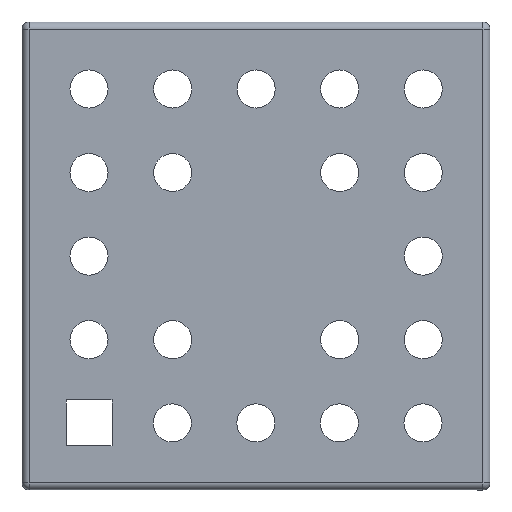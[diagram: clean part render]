
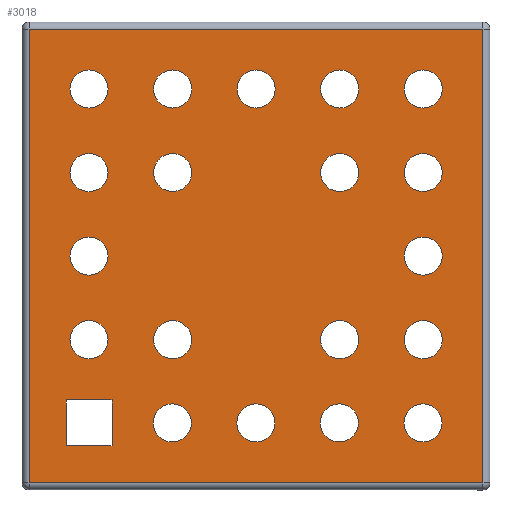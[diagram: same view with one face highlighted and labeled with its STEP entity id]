
A CAD part, top view. The second image highlights one B-rep face of the part: STEP entity #3018.
In plain terms, the highlighted planar face has unit normal (0, 0, 1).
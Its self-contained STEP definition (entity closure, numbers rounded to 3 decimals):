
#44=FACE_BOUND('',#489,.T.);
#45=FACE_BOUND('',#490,.T.);
#46=FACE_BOUND('',#491,.T.);
#47=FACE_BOUND('',#492,.T.);
#48=FACE_BOUND('',#493,.T.);
#49=FACE_BOUND('',#494,.T.);
#50=FACE_BOUND('',#495,.T.);
#51=FACE_BOUND('',#496,.T.);
#52=FACE_BOUND('',#497,.T.);
#53=FACE_BOUND('',#498,.T.);
#54=FACE_BOUND('',#499,.T.);
#55=FACE_BOUND('',#500,.T.);
#56=FACE_BOUND('',#501,.T.);
#57=FACE_BOUND('',#502,.T.);
#58=FACE_BOUND('',#503,.T.);
#59=FACE_BOUND('',#504,.T.);
#60=FACE_BOUND('',#505,.T.);
#61=FACE_BOUND('',#506,.T.);
#62=FACE_BOUND('',#507,.T.);
#63=FACE_BOUND('',#508,.T.);
#115=CIRCLE('',#3192,0.8);
#116=CIRCLE('',#3196,0.8);
#117=CIRCLE('',#3198,0.8);
#118=CIRCLE('',#3200,0.8);
#119=CIRCLE('',#3202,0.8);
#120=CIRCLE('',#3204,0.8);
#121=CIRCLE('',#3206,0.8);
#122=CIRCLE('',#3208,0.8);
#123=CIRCLE('',#3210,0.8);
#124=CIRCLE('',#3212,0.8);
#125=CIRCLE('',#3214,0.8);
#126=CIRCLE('',#3216,0.8);
#127=CIRCLE('',#3218,0.8);
#128=CIRCLE('',#3220,0.8);
#129=CIRCLE('',#3222,0.8);
#130=CIRCLE('',#3224,0.8);
#131=CIRCLE('',#3226,0.8);
#132=CIRCLE('',#3228,0.8);
#133=CIRCLE('',#3230,0.8);
#308=FACE_OUTER_BOUND('',#488,.T.);
#488=EDGE_LOOP('',(#2492,#2493,#2494,#2495));
#489=EDGE_LOOP('',(#2496));
#490=EDGE_LOOP('',(#2497,#2498,#2499,#2500));
#491=EDGE_LOOP('',(#2501));
#492=EDGE_LOOP('',(#2502));
#493=EDGE_LOOP('',(#2503));
#494=EDGE_LOOP('',(#2504));
#495=EDGE_LOOP('',(#2505));
#496=EDGE_LOOP('',(#2506));
#497=EDGE_LOOP('',(#2507));
#498=EDGE_LOOP('',(#2508));
#499=EDGE_LOOP('',(#2509));
#500=EDGE_LOOP('',(#2510));
#501=EDGE_LOOP('',(#2511));
#502=EDGE_LOOP('',(#2512));
#503=EDGE_LOOP('',(#2513));
#504=EDGE_LOOP('',(#2514));
#505=EDGE_LOOP('',(#2515));
#506=EDGE_LOOP('',(#2516));
#507=EDGE_LOOP('',(#2517));
#508=EDGE_LOOP('',(#2518));
#676=LINE('',#4522,#1012);
#679=LINE('',#4527,#1015);
#682=LINE('',#4535,#1018);
#683=LINE('',#4537,#1019);
#777=LINE('',#4804,#1113);
#778=LINE('',#4812,#1114);
#779=LINE('',#4814,#1115);
#780=LINE('',#4816,#1116);
#1012=VECTOR('',#3653,10.);
#1015=VECTOR('',#3658,10.);
#1018=VECTOR('',#3667,10.);
#1019=VECTOR('',#3670,10.);
#1113=VECTOR('',#3934,10.);
#1114=VECTOR('',#3947,10.);
#1115=VECTOR('',#3950,10.);
#1116=VECTOR('',#3953,10.);
#1360=VERTEX_POINT('',#4519);
#1361=VERTEX_POINT('',#4521);
#1362=VERTEX_POINT('',#4525);
#1363=VERTEX_POINT('',#4529);
#1364=VERTEX_POINT('',#4533);
#1365=VERTEX_POINT('',#4539);
#1366=VERTEX_POINT('',#4543);
#1367=VERTEX_POINT('',#4547);
#1368=VERTEX_POINT('',#4551);
#1369=VERTEX_POINT('',#4555);
#1370=VERTEX_POINT('',#4559);
#1371=VERTEX_POINT('',#4563);
#1372=VERTEX_POINT('',#4567);
#1373=VERTEX_POINT('',#4571);
#1374=VERTEX_POINT('',#4575);
#1375=VERTEX_POINT('',#4579);
#1376=VERTEX_POINT('',#4583);
#1377=VERTEX_POINT('',#4587);
#1378=VERTEX_POINT('',#4591);
#1379=VERTEX_POINT('',#4595);
#1380=VERTEX_POINT('',#4599);
#1381=VERTEX_POINT('',#4603);
#1382=VERTEX_POINT('',#4607);
#1450=VERTEX_POINT('',#4786);
#1451=VERTEX_POINT('',#4792);
#1452=VERTEX_POINT('',#4798);
#1453=VERTEX_POINT('',#4806);
#1683=EDGE_CURVE('',#1361,#1360,#676,.T.);
#1686=EDGE_CURVE('',#1360,#1362,#679,.T.);
#1687=EDGE_CURVE('',#1363,#1363,#115,.T.);
#1690=EDGE_CURVE('',#1362,#1364,#682,.T.);
#1691=EDGE_CURVE('',#1364,#1361,#683,.T.);
#1692=EDGE_CURVE('',#1365,#1365,#116,.T.);
#1694=EDGE_CURVE('',#1366,#1366,#117,.T.);
#1696=EDGE_CURVE('',#1367,#1367,#118,.T.);
#1698=EDGE_CURVE('',#1368,#1368,#119,.T.);
#1700=EDGE_CURVE('',#1369,#1369,#120,.T.);
#1702=EDGE_CURVE('',#1370,#1370,#121,.T.);
#1704=EDGE_CURVE('',#1371,#1371,#122,.T.);
#1706=EDGE_CURVE('',#1372,#1372,#123,.T.);
#1708=EDGE_CURVE('',#1373,#1373,#124,.T.);
#1710=EDGE_CURVE('',#1374,#1374,#125,.T.);
#1712=EDGE_CURVE('',#1375,#1375,#126,.T.);
#1714=EDGE_CURVE('',#1376,#1376,#127,.T.);
#1716=EDGE_CURVE('',#1377,#1377,#128,.T.);
#1718=EDGE_CURVE('',#1378,#1378,#129,.T.);
#1720=EDGE_CURVE('',#1379,#1379,#130,.T.);
#1722=EDGE_CURVE('',#1380,#1380,#131,.T.);
#1724=EDGE_CURVE('',#1381,#1381,#132,.T.);
#1726=EDGE_CURVE('',#1382,#1382,#133,.T.);
#1825=EDGE_CURVE('',#1450,#1452,#777,.T.);
#1829=EDGE_CURVE('',#1452,#1453,#778,.T.);
#1830=EDGE_CURVE('',#1453,#1451,#779,.T.);
#1831=EDGE_CURVE('',#1451,#1450,#780,.T.);
#2492=ORIENTED_EDGE('',*,*,#1825,.F.);
#2493=ORIENTED_EDGE('',*,*,#1831,.F.);
#2494=ORIENTED_EDGE('',*,*,#1830,.F.);
#2495=ORIENTED_EDGE('',*,*,#1829,.F.);
#2496=ORIENTED_EDGE('',*,*,#1687,.T.);
#2497=ORIENTED_EDGE('',*,*,#1683,.T.);
#2498=ORIENTED_EDGE('',*,*,#1686,.T.);
#2499=ORIENTED_EDGE('',*,*,#1690,.T.);
#2500=ORIENTED_EDGE('',*,*,#1691,.T.);
#2501=ORIENTED_EDGE('',*,*,#1692,.T.);
#2502=ORIENTED_EDGE('',*,*,#1694,.T.);
#2503=ORIENTED_EDGE('',*,*,#1696,.T.);
#2504=ORIENTED_EDGE('',*,*,#1698,.T.);
#2505=ORIENTED_EDGE('',*,*,#1700,.T.);
#2506=ORIENTED_EDGE('',*,*,#1702,.T.);
#2507=ORIENTED_EDGE('',*,*,#1704,.T.);
#2508=ORIENTED_EDGE('',*,*,#1706,.T.);
#2509=ORIENTED_EDGE('',*,*,#1708,.T.);
#2510=ORIENTED_EDGE('',*,*,#1710,.T.);
#2511=ORIENTED_EDGE('',*,*,#1712,.T.);
#2512=ORIENTED_EDGE('',*,*,#1714,.T.);
#2513=ORIENTED_EDGE('',*,*,#1716,.T.);
#2514=ORIENTED_EDGE('',*,*,#1718,.T.);
#2515=ORIENTED_EDGE('',*,*,#1720,.T.);
#2516=ORIENTED_EDGE('',*,*,#1722,.T.);
#2517=ORIENTED_EDGE('',*,*,#1724,.T.);
#2518=ORIENTED_EDGE('',*,*,#1726,.T.);
#2864=PLANE('',#3288);
#3018=ADVANCED_FACE('',(#308,#44,#45,#46,#47,#48,#49,#50,#51,#52,#53,#54,
#55,#56,#57,#58,#59,#60,#61,#62,#63),#2864,.T.);
#3192=AXIS2_PLACEMENT_3D('',#4530,#3661,#3662);
#3196=AXIS2_PLACEMENT_3D('',#4540,#3673,#3674);
#3198=AXIS2_PLACEMENT_3D('',#4544,#3678,#3679);
#3200=AXIS2_PLACEMENT_3D('',#4548,#3683,#3684);
#3202=AXIS2_PLACEMENT_3D('',#4552,#3688,#3689);
#3204=AXIS2_PLACEMENT_3D('',#4556,#3693,#3694);
#3206=AXIS2_PLACEMENT_3D('',#4560,#3698,#3699);
#3208=AXIS2_PLACEMENT_3D('',#4564,#3703,#3704);
#3210=AXIS2_PLACEMENT_3D('',#4568,#3708,#3709);
#3212=AXIS2_PLACEMENT_3D('',#4572,#3713,#3714);
#3214=AXIS2_PLACEMENT_3D('',#4576,#3718,#3719);
#3216=AXIS2_PLACEMENT_3D('',#4580,#3723,#3724);
#3218=AXIS2_PLACEMENT_3D('',#4584,#3728,#3729);
#3220=AXIS2_PLACEMENT_3D('',#4588,#3733,#3734);
#3222=AXIS2_PLACEMENT_3D('',#4592,#3738,#3739);
#3224=AXIS2_PLACEMENT_3D('',#4596,#3743,#3744);
#3226=AXIS2_PLACEMENT_3D('',#4600,#3748,#3749);
#3228=AXIS2_PLACEMENT_3D('',#4604,#3753,#3754);
#3230=AXIS2_PLACEMENT_3D('',#4608,#3758,#3759);
#3288=AXIS2_PLACEMENT_3D('',#4817,#3954,#3955);
#3653=DIRECTION('',(0.,-1.,0.));
#3658=DIRECTION('',(-1.,0.,0.));
#3661=DIRECTION('center_axis',(0.,0.,-1.));
#3662=DIRECTION('ref_axis',(-1.,0.,0.));
#3667=DIRECTION('',(0.,1.,0.));
#3670=DIRECTION('',(1.,0.,0.));
#3673=DIRECTION('center_axis',(0.,0.,-1.));
#3674=DIRECTION('ref_axis',(-1.,0.,0.));
#3678=DIRECTION('center_axis',(0.,0.,-1.));
#3679=DIRECTION('ref_axis',(-1.,0.,0.));
#3683=DIRECTION('center_axis',(0.,0.,-1.));
#3684=DIRECTION('ref_axis',(-1.,0.,0.));
#3688=DIRECTION('center_axis',(0.,0.,-1.));
#3689=DIRECTION('ref_axis',(-1.,0.,0.));
#3693=DIRECTION('center_axis',(0.,0.,-1.));
#3694=DIRECTION('ref_axis',(-1.,0.,0.));
#3698=DIRECTION('center_axis',(0.,0.,-1.));
#3699=DIRECTION('ref_axis',(-1.,0.,0.));
#3703=DIRECTION('center_axis',(0.,0.,-1.));
#3704=DIRECTION('ref_axis',(-1.,0.,0.));
#3708=DIRECTION('center_axis',(0.,0.,-1.));
#3709=DIRECTION('ref_axis',(-1.,0.,0.));
#3713=DIRECTION('center_axis',(0.,0.,-1.));
#3714=DIRECTION('ref_axis',(-1.,0.,0.));
#3718=DIRECTION('center_axis',(0.,0.,-1.));
#3719=DIRECTION('ref_axis',(-1.,0.,0.));
#3723=DIRECTION('center_axis',(0.,0.,-1.));
#3724=DIRECTION('ref_axis',(-1.,0.,0.));
#3728=DIRECTION('center_axis',(0.,0.,-1.));
#3729=DIRECTION('ref_axis',(-1.,0.,0.));
#3733=DIRECTION('center_axis',(0.,0.,-1.));
#3734=DIRECTION('ref_axis',(-1.,0.,0.));
#3738=DIRECTION('center_axis',(0.,0.,-1.));
#3739=DIRECTION('ref_axis',(-1.,0.,0.));
#3743=DIRECTION('center_axis',(0.,0.,-1.));
#3744=DIRECTION('ref_axis',(-1.,0.,0.));
#3748=DIRECTION('center_axis',(0.,0.,-1.));
#3749=DIRECTION('ref_axis',(-1.,0.,0.));
#3753=DIRECTION('center_axis',(0.,0.,-1.));
#3754=DIRECTION('ref_axis',(-1.,0.,0.));
#3758=DIRECTION('center_axis',(0.,0.,-1.));
#3759=DIRECTION('ref_axis',(-1.,0.,0.));
#3934=DIRECTION('',(0.,1.,0.));
#3947=DIRECTION('',(1.,0.,0.));
#3950=DIRECTION('',(0.,-1.,0.));
#3953=DIRECTION('',(-1.,0.,0.));
#3954=DIRECTION('center_axis',(0.,0.,1.));
#3955=DIRECTION('ref_axis',(1.,0.,0.));
#4519=CARTESIAN_POINT('',(-6.05,-7.98,5.28));
#4521=CARTESIAN_POINT('',(-6.05,-6.05,5.28));
#4522=CARTESIAN_POINT('',(-6.05,-3.025,5.28));
#4525=CARTESIAN_POINT('',(-7.98,-7.98,5.28));
#4527=CARTESIAN_POINT('',(-3.025,-7.98,5.28));
#4529=CARTESIAN_POINT('',(-2.715,-7.015,5.28));
#4530=CARTESIAN_POINT('Origin',(-3.515,-7.015,5.28));
#4533=CARTESIAN_POINT('',(-7.98,-6.05,5.28));
#4535=CARTESIAN_POINT('',(-7.98,-3.99,5.28));
#4537=CARTESIAN_POINT('',(-3.99,-6.05,5.28));
#4539=CARTESIAN_POINT('',(0.795,-7.015,5.28));
#4540=CARTESIAN_POINT('Origin',(-0.005,-7.015,
5.28));
#4543=CARTESIAN_POINT('',(7.825,-3.515,5.28));
#4544=CARTESIAN_POINT('Origin',(7.025,-3.515,5.28));
#4547=CARTESIAN_POINT('',(7.825,3.505,5.28));
#4548=CARTESIAN_POINT('Origin',(7.025,3.505,5.28));
#4551=CARTESIAN_POINT('',(4.315,-3.515,5.28));
#4552=CARTESIAN_POINT('Origin',(3.515,-3.515,5.28));
#4555=CARTESIAN_POINT('',(4.315,7.015,5.28));
#4556=CARTESIAN_POINT('Origin',(3.515,7.015,5.28));
#4559=CARTESIAN_POINT('',(-6.215,-3.515,5.28));
#4560=CARTESIAN_POINT('Origin',(-7.015,-3.515,5.28));
#4563=CARTESIAN_POINT('',(-2.705,3.505,5.28));
#4564=CARTESIAN_POINT('Origin',(-3.505,3.505,5.28));
#4567=CARTESIAN_POINT('',(-6.215,-0.005,5.28));
#4568=CARTESIAN_POINT('Origin',(-7.015,-0.005,
5.28));
#4571=CARTESIAN_POINT('',(7.815,-7.015,5.28));
#4572=CARTESIAN_POINT('Origin',(7.015,-7.015,5.28));
#4575=CARTESIAN_POINT('',(-6.215,7.015,5.28));
#4576=CARTESIAN_POINT('Origin',(-7.015,7.015,5.28));
#4579=CARTESIAN_POINT('',(-6.215,3.505,5.28));
#4580=CARTESIAN_POINT('Origin',(-7.015,3.505,5.28));
#4583=CARTESIAN_POINT('',(-2.705,7.015,5.28));
#4584=CARTESIAN_POINT('Origin',(-3.505,7.015,5.28));
#4587=CARTESIAN_POINT('',(0.805,7.015,5.28));
#4588=CARTESIAN_POINT('Origin',(0.005,7.015,5.28));
#4591=CARTESIAN_POINT('',(-2.705,-3.515,5.28));
#4592=CARTESIAN_POINT('Origin',(-3.505,-3.515,5.28));
#4595=CARTESIAN_POINT('',(4.315,3.505,5.28));
#4596=CARTESIAN_POINT('Origin',(3.515,3.505,5.28));
#4599=CARTESIAN_POINT('',(7.825,7.015,5.28));
#4600=CARTESIAN_POINT('Origin',(7.025,7.015,5.28));
#4603=CARTESIAN_POINT('',(7.825,-0.005,5.28));
#4604=CARTESIAN_POINT('Origin',(7.025,-0.005,5.28));
#4607=CARTESIAN_POINT('',(4.305,-7.015,5.28));
#4608=CARTESIAN_POINT('Origin',(3.505,-7.015,5.28));
#4786=CARTESIAN_POINT('',(-9.53,-9.53,5.28));
#4792=CARTESIAN_POINT('',(9.53,-9.53,5.28));
#4798=CARTESIAN_POINT('',(-9.53,9.53,5.28));
#4804=CARTESIAN_POINT('',(-9.53,4.915,5.28));
#4806=CARTESIAN_POINT('',(9.53,9.53,5.28));
#4812=CARTESIAN_POINT('',(4.915,9.53,5.28));
#4814=CARTESIAN_POINT('',(9.53,-4.915,5.28));
#4816=CARTESIAN_POINT('',(-4.915,-9.53,5.28));
#4817=CARTESIAN_POINT('Origin',(0.,0.,5.28));
